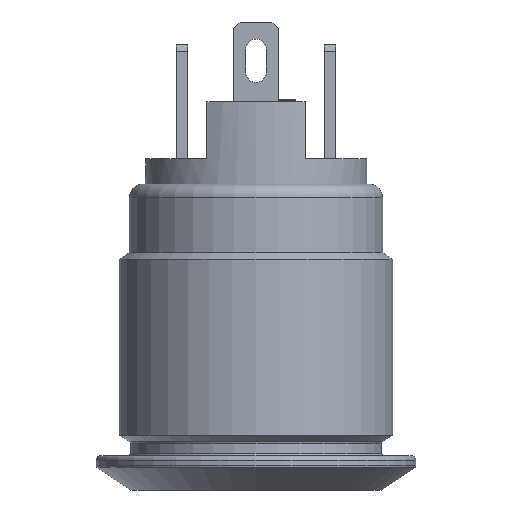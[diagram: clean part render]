
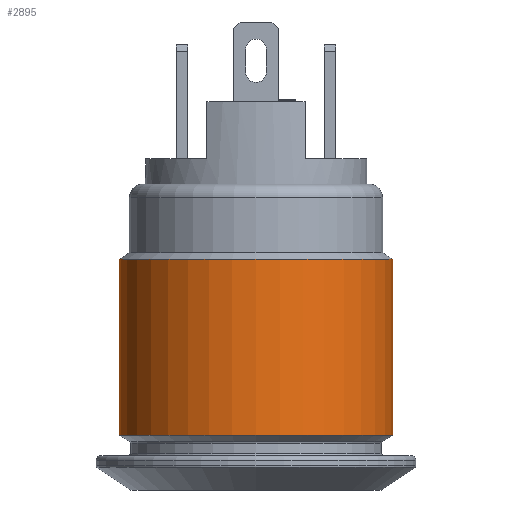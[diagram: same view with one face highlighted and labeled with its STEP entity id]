
A CAD part, front view. The second image highlights one B-rep face of the part: STEP entity #2895.
In plain terms, the highlighted cylindrical face has radius 6 mm (diameter 12 mm), a full revolution.
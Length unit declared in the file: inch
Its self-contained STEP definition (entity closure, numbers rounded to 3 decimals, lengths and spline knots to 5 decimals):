
#172=FACE_OUTER_BOUND('',#345,.T.);
#345=EDGE_LOOP('',(#1962,#1963,#1964,#1965,#1966,#1967));
#535=LINE('',#4434,#788);
#788=VECTOR('',#3553,0.23622);
#1040=CIRCLE('',#3111,0.23622);
#1041=CIRCLE('',#3112,0.23622);
#1050=CIRCLE('',#3126,0.23622);
#1051=CIRCLE('',#3127,0.23622);
#1205=VERTEX_POINT('',#4408);
#1206=VERTEX_POINT('',#4409);
#1213=VERTEX_POINT('',#4433);
#1214=VERTEX_POINT('',#4435);
#1477=EDGE_CURVE('',#1205,#1206,#1040,.T.);
#1478=EDGE_CURVE('',#1206,#1205,#1041,.T.);
#1489=EDGE_CURVE('',#1206,#1213,#535,.T.);
#1490=EDGE_CURVE('',#1214,#1213,#1050,.T.);
#1491=EDGE_CURVE('',#1213,#1214,#1051,.T.);
#1962=ORIENTED_EDGE('',*,*,#1477,.F.);
#1963=ORIENTED_EDGE('',*,*,#1478,.F.);
#1964=ORIENTED_EDGE('',*,*,#1489,.T.);
#1965=ORIENTED_EDGE('',*,*,#1490,.F.);
#1966=ORIENTED_EDGE('',*,*,#1491,.F.);
#1967=ORIENTED_EDGE('',*,*,#1489,.F.);
#2650=CYLINDRICAL_SURFACE('',#3125,0.23622);
#2895=ADVANCED_FACE('',(#172),#2650,.T.);
#3111=AXIS2_PLACEMENT_3D('',#4410,#3521,#3522);
#3112=AXIS2_PLACEMENT_3D('',#4411,#3523,#3524);
#3125=AXIS2_PLACEMENT_3D('',#4432,#3551,#3552);
#3126=AXIS2_PLACEMENT_3D('',#4436,#3554,#3555);
#3127=AXIS2_PLACEMENT_3D('',#4437,#3556,#3557);
#3521=DIRECTION('center_axis',(0.,0.,-1.));
#3522=DIRECTION('ref_axis',(-1.,0.,0.));
#3523=DIRECTION('center_axis',(0.,0.,-1.));
#3524=DIRECTION('ref_axis',(-1.,0.,0.));
#3551=DIRECTION('center_axis',(0.,0.,-1.));
#3552=DIRECTION('ref_axis',(1.,0.,0.));
#3553=DIRECTION('',(0.,0.,1.));
#3554=DIRECTION('center_axis',(0.,0.,1.));
#3555=DIRECTION('ref_axis',(-1.,0.,0.));
#3556=DIRECTION('center_axis',(0.,0.,1.));
#3557=DIRECTION('ref_axis',(-1.,0.,0.));
#4408=CARTESIAN_POINT('',(0.23622,0.,-0.43307));
#4409=CARTESIAN_POINT('',(-0.23622,0.,-0.43307));
#4410=CARTESIAN_POINT('Origin',(0.,0.,-0.43307));
#4411=CARTESIAN_POINT('Origin',(0.,0.,-0.43307));
#4432=CARTESIAN_POINT('Origin',(0.,0.,-0.29331));
#4433=CARTESIAN_POINT('',(-0.23622,0.,-0.12992));
#4434=CARTESIAN_POINT('',(-0.23622,0.,-0.29331));
#4435=CARTESIAN_POINT('',(0.23622,0.,-0.12992));
#4436=CARTESIAN_POINT('Origin',(0.,0.,-0.12992));
#4437=CARTESIAN_POINT('Origin',(0.,0.,-0.12992));
